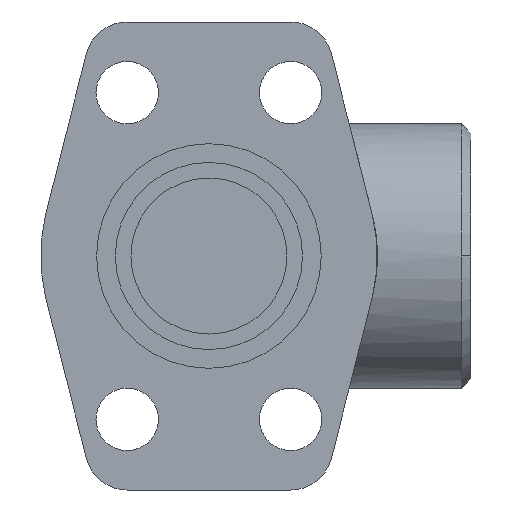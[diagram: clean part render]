
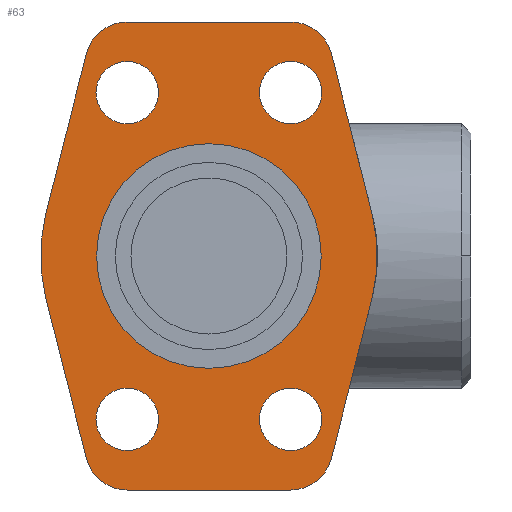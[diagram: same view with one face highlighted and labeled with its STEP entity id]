
A CAD part, front view. The second image highlights one B-rep face of the part: STEP entity #63.
In plain terms, the highlighted planar face has unit normal (0, -1, 0).
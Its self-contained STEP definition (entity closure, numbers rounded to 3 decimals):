
#63=ADVANCED_FACE('',(#129,#130,#131,#132,#133,#134),#135,.F.);
#129=FACE_BOUND('',#235,.T.);
#130=FACE_OUTER_BOUND('',#236,.T.);
#131=FACE_BOUND('',#237,.T.);
#132=FACE_BOUND('',#238,.T.);
#133=FACE_BOUND('',#239,.T.);
#134=FACE_BOUND('',#240,.T.);
#135=PLANE('',#241);
#235=EDGE_LOOP('',(#431,#432));
#236=EDGE_LOOP('',(#433,#434,#435,#436,#437,#438,#439,#440,#441,#442,#443,#444));
#237=EDGE_LOOP('',(#445,#446));
#238=EDGE_LOOP('',(#447,#448));
#239=EDGE_LOOP('',(#449,#450));
#240=EDGE_LOOP('',(#451,#452));
#241=AXIS2_PLACEMENT_3D('',#453,#454,#455);
#431=ORIENTED_EDGE('',*,*,#747,.T.);
#432=ORIENTED_EDGE('',*,*,#740,.T.);
#433=ORIENTED_EDGE('',*,*,#749,.F.);
#434=ORIENTED_EDGE('',*,*,#750,.F.);
#435=ORIENTED_EDGE('',*,*,#751,.T.);
#436=ORIENTED_EDGE('',*,*,#752,.F.);
#437=ORIENTED_EDGE('',*,*,#753,.T.);
#438=ORIENTED_EDGE('',*,*,#754,.F.);
#439=ORIENTED_EDGE('',*,*,#755,.F.);
#440=ORIENTED_EDGE('',*,*,#756,.F.);
#441=ORIENTED_EDGE('',*,*,#757,.T.);
#442=ORIENTED_EDGE('',*,*,#758,.F.);
#443=ORIENTED_EDGE('',*,*,#759,.T.);
#444=ORIENTED_EDGE('',*,*,#760,.F.);
#445=ORIENTED_EDGE('',*,*,#761,.T.);
#446=ORIENTED_EDGE('',*,*,#724,.T.);
#447=ORIENTED_EDGE('',*,*,#762,.T.);
#448=ORIENTED_EDGE('',*,*,#728,.T.);
#449=ORIENTED_EDGE('',*,*,#763,.T.);
#450=ORIENTED_EDGE('',*,*,#732,.T.);
#451=ORIENTED_EDGE('',*,*,#764,.T.);
#452=ORIENTED_EDGE('',*,*,#736,.T.);
#453=CARTESIAN_POINT('',(0.,0.,0.));
#454=DIRECTION('',(0.,1.0,0.));
#455=DIRECTION('',(0.,0.0,-1.0));
#724=EDGE_CURVE('',#870,#874,#876,.T.);
#728=EDGE_CURVE('',#878,#882,#884,.T.);
#732=EDGE_CURVE('',#886,#890,#892,.T.);
#736=EDGE_CURVE('',#894,#898,#900,.T.);
#740=EDGE_CURVE('',#902,#906,#908,.T.);
#747=EDGE_CURVE('',#906,#902,#919,.T.);
#749=EDGE_CURVE('',#921,#922,#923,.T.);
#750=EDGE_CURVE('',#924,#921,#925,.T.);
#751=EDGE_CURVE('',#924,#926,#927,.T.);
#752=EDGE_CURVE('',#928,#926,#929,.T.);
#753=EDGE_CURVE('',#928,#930,#931,.T.);
#754=EDGE_CURVE('',#932,#930,#933,.T.);
#755=EDGE_CURVE('',#934,#932,#935,.T.);
#756=EDGE_CURVE('',#936,#934,#937,.T.);
#757=EDGE_CURVE('',#936,#938,#939,.T.);
#758=EDGE_CURVE('',#940,#938,#941,.T.);
#759=EDGE_CURVE('',#940,#942,#943,.T.);
#760=EDGE_CURVE('',#922,#942,#944,.T.);
#761=EDGE_CURVE('',#874,#870,#945,.T.);
#762=EDGE_CURVE('',#882,#878,#946,.T.);
#763=EDGE_CURVE('',#890,#886,#947,.T.);
#764=EDGE_CURVE('',#898,#894,#948,.T.);
#870=VERTEX_POINT('',#1094);
#874=VERTEX_POINT('',#1099);
#876=CIRCLE('',#1102,5.0);
#878=VERTEX_POINT('',#1104);
#882=VERTEX_POINT('',#1109);
#884=CIRCLE('',#1112,5.0);
#886=VERTEX_POINT('',#1114);
#890=VERTEX_POINT('',#1119);
#892=CIRCLE('',#1122,5.0);
#894=VERTEX_POINT('',#1124);
#898=VERTEX_POINT('',#1129);
#900=CIRCLE('',#1132,5.0);
#902=VERTEX_POINT('',#1134);
#906=VERTEX_POINT('',#1139);
#908=CIRCLE('',#1142,18.0);
#919=CIRCLE('',#1155,18.0);
#921=VERTEX_POINT('',#1157);
#922=VERTEX_POINT('',#1158);
#923=LINE('',#1159,#1160);
#924=VERTEX_POINT('',#1161);
#925=CIRCLE('',#1162,27.0);
#926=VERTEX_POINT('',#1163);
#927=LINE('',#1164,#1165);
#928=VERTEX_POINT('',#1166);
#929=CIRCLE('',#1167,6.75);
#930=VERTEX_POINT('',#1168);
#931=LINE('',#1169,#1170);
#932=VERTEX_POINT('',#1171);
#933=CIRCLE('',#1172,6.75);
#934=VERTEX_POINT('',#1173);
#935=LINE('',#1174,#1175);
#936=VERTEX_POINT('',#1176);
#937=CIRCLE('',#1177,27.0);
#938=VERTEX_POINT('',#1178);
#939=LINE('',#1179,#1180);
#940=VERTEX_POINT('',#1181);
#941=CIRCLE('',#1182,6.75);
#942=VERTEX_POINT('',#1183);
#943=LINE('',#1184,#1185);
#944=CIRCLE('',#1186,6.75);
#945=CIRCLE('',#1187,5.0);
#946=CIRCLE('',#1188,5.0);
#947=CIRCLE('',#1189,5.0);
#948=CIRCLE('',#1190,5.0);
#1094=CARTESIAN_POINT('',(-8.095,0.,-26.185));
#1099=CARTESIAN_POINT('',(-18.095,0.,-26.185));
#1102=AXIS2_PLACEMENT_3D('',#1472,#1473,#1474);
#1104=CARTESIAN_POINT('',(18.095,0.,-26.185));
#1109=CARTESIAN_POINT('',(8.095,0.,-26.185));
#1112=AXIS2_PLACEMENT_3D('',#1480,#1481,#1482);
#1114=CARTESIAN_POINT('',(-8.095,0.,26.185));
#1119=CARTESIAN_POINT('',(-18.095,0.,26.185));
#1122=AXIS2_PLACEMENT_3D('',#1488,#1489,#1490);
#1124=CARTESIAN_POINT('',(18.095,0.,26.185));
#1129=CARTESIAN_POINT('',(8.095,0.,26.185));
#1132=AXIS2_PLACEMENT_3D('',#1496,#1497,#1498);
#1134=CARTESIAN_POINT('',(-18.0,0.,0.));
#1139=CARTESIAN_POINT('',(18.0,0.,0.));
#1142=AXIS2_PLACEMENT_3D('',#1504,#1505,#1506);
#1155=AXIS2_PLACEMENT_3D('',#1521,#1522,#1523);
#1157=CARTESIAN_POINT('',(-26.172,0.,6.635));
#1158=CARTESIAN_POINT('',(-19.638,0.,32.409));
#1159=CARTESIAN_POINT('',(-26.172,0.,6.635));
#1160=VECTOR('',#1527,1.0);
#1161=CARTESIAN_POINT('',(-26.172,0.,-6.635));
#1162=AXIS2_PLACEMENT_3D('',#1528,#1529,#1530);
#1163=CARTESIAN_POINT('',(-19.638,0.,-32.409));
#1164=CARTESIAN_POINT('',(-26.172,0.,-6.635));
#1165=VECTOR('',#1531,1.);
#1166=CARTESIAN_POINT('',(-13.095,0.,-37.5));
#1167=AXIS2_PLACEMENT_3D('',#1532,#1533,#1534);
#1168=CARTESIAN_POINT('',(13.095,0.,-37.5));
#1169=CARTESIAN_POINT('',(-13.095,0.,-37.5));
#1170=VECTOR('',#1535,1.0);
#1171=CARTESIAN_POINT('',(19.638,0.,-32.409));
#1172=AXIS2_PLACEMENT_3D('',#1536,#1537,#1538);
#1173=CARTESIAN_POINT('',(26.172,0.,-6.635));
#1174=CARTESIAN_POINT('',(26.172,0.,-6.635));
#1175=VECTOR('',#1539,1.);
#1176=CARTESIAN_POINT('',(26.172,0.,6.635));
#1177=AXIS2_PLACEMENT_3D('',#1540,#1541,#1542);
#1178=CARTESIAN_POINT('',(19.638,0.,32.409));
#1179=CARTESIAN_POINT('',(26.172,0.,6.635));
#1180=VECTOR('',#1543,1.0);
#1181=CARTESIAN_POINT('',(13.095,0.,37.5));
#1182=AXIS2_PLACEMENT_3D('',#1544,#1545,#1546);
#1183=CARTESIAN_POINT('',(-13.095,0.,37.5));
#1184=CARTESIAN_POINT('',(13.095,0.,37.5));
#1185=VECTOR('',#1547,1.0);
#1186=AXIS2_PLACEMENT_3D('',#1548,#1549,#1550);
#1187=AXIS2_PLACEMENT_3D('',#1551,#1552,#1553);
#1188=AXIS2_PLACEMENT_3D('',#1554,#1555,#1556);
#1189=AXIS2_PLACEMENT_3D('',#1557,#1558,#1559);
#1190=AXIS2_PLACEMENT_3D('',#1560,#1561,#1562);
#1472=CARTESIAN_POINT('',(-13.095,0.0,-26.185));
#1473=DIRECTION('',(0.,1.0,0.));
#1474=DIRECTION('',(1.0,0.,0.));
#1480=CARTESIAN_POINT('',(13.095,0.0,-26.185));
#1481=DIRECTION('',(0.,1.0,0.));
#1482=DIRECTION('',(1.0,0.,0.));
#1488=CARTESIAN_POINT('',(-13.095,0.0,26.185));
#1489=DIRECTION('',(0.,1.0,0.));
#1490=DIRECTION('',(1.0,0.,0.));
#1496=CARTESIAN_POINT('',(13.095,0.0,26.185));
#1497=DIRECTION('',(0.,1.0,0.));
#1498=DIRECTION('',(1.0,0.,0.));
#1504=CARTESIAN_POINT('',(0.0,0.0,0.0));
#1505=DIRECTION('',(0.,1.0,0.));
#1506=DIRECTION('',(-1.0,0.,0.));
#1521=CARTESIAN_POINT('',(0.0,0.0,0.0));
#1522=DIRECTION('',(0.,1.0,0.));
#1523=DIRECTION('',(-1.0,0.,0.));
#1527=DIRECTION('',(0.246,0.,0.969));
#1528=CARTESIAN_POINT('',(0.0,0.0,0.0));
#1529=DIRECTION('',(0.,1.0,0.));
#1530=DIRECTION('',(0.,0.0,-1.0));
#1531=DIRECTION('',(0.246,0.,-0.969));
#1532=CARTESIAN_POINT('',(-13.095,0.,-30.75));
#1533=DIRECTION('',(0.,1.0,0.));
#1534=DIRECTION('',(0.,0.0,-1.0));
#1535=DIRECTION('',(1.0,0.,0.));
#1536=CARTESIAN_POINT('',(13.095,0.,-30.75));
#1537=DIRECTION('',(0.,1.0,0.));
#1538=DIRECTION('',(0.,0.0,-1.0));
#1539=DIRECTION('',(-0.246,0.,-0.969));
#1540=CARTESIAN_POINT('',(0.0,0.0,0.0));
#1541=DIRECTION('',(0.,1.0,0.));
#1542=DIRECTION('',(0.,0.0,-1.0));
#1543=DIRECTION('',(-0.246,0.,0.969));
#1544=CARTESIAN_POINT('',(13.095,0.,30.75));
#1545=DIRECTION('',(0.,1.0,0.));
#1546=DIRECTION('',(0.,0.0,-1.0));
#1547=DIRECTION('',(-1.0,0.,0.));
#1548=CARTESIAN_POINT('',(-13.095,0.,30.75));
#1549=DIRECTION('',(0.,1.0,0.));
#1550=DIRECTION('',(0.,0.0,-1.0));
#1551=CARTESIAN_POINT('',(-13.095,0.0,-26.185));
#1552=DIRECTION('',(0.,1.0,0.));
#1553=DIRECTION('',(1.0,0.,0.));
#1554=CARTESIAN_POINT('',(13.095,0.0,-26.185));
#1555=DIRECTION('',(0.,1.0,0.));
#1556=DIRECTION('',(1.0,0.,0.));
#1557=CARTESIAN_POINT('',(-13.095,0.0,26.185));
#1558=DIRECTION('',(0.,1.0,0.));
#1559=DIRECTION('',(1.0,0.,0.));
#1560=CARTESIAN_POINT('',(13.095,0.0,26.185));
#1561=DIRECTION('',(0.,1.0,0.));
#1562=DIRECTION('',(1.0,0.,0.));
